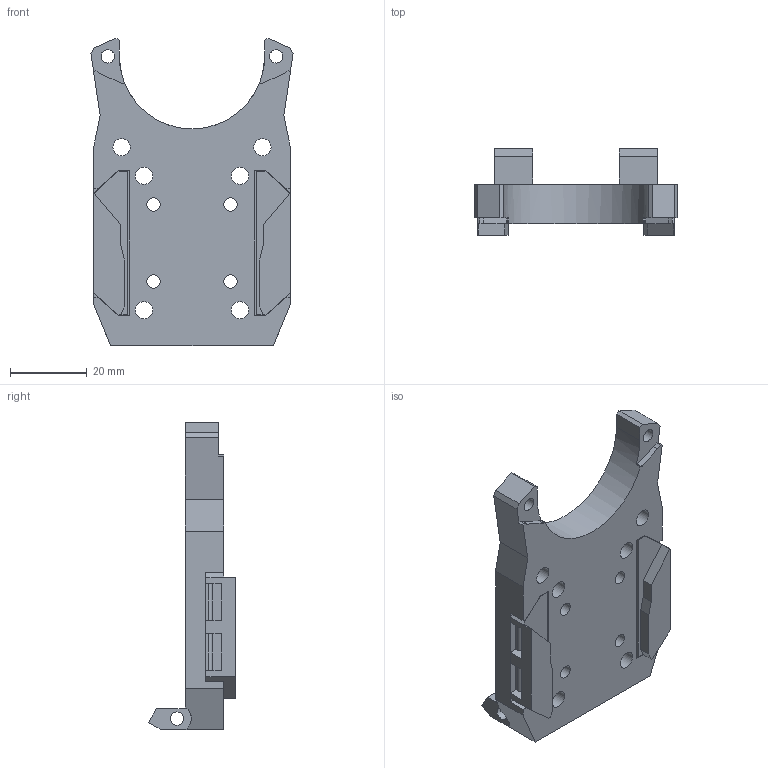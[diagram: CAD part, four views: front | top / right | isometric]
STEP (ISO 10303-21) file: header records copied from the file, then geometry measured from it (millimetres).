
FILE_DESCRIPTION(/* description */ ('STEP AP242 Edition 2','CAx-IF Rec.Pracs.---Representation and Presentation of Product Manufacturing Information (PMI)---4.0---2014-10-13','CAx-IF Rec.Pracs.---3D Tessellated Geometry---0.4---2014-09-14','2;1','CAx-IF Rec.Pracs.---User Defined Attributes---1.5---2016-08-15'),/* implementation_level */ '2;1');
FILE_NAME(/* name */ '698b45dc21e3b7962cbbddf2',/* time_stamp */ '2026-02-10T14:51:08Z',/* author */ (''),/* organization */ (''),/* preprocessor_version */ 'ST-DEVELOPER v20',/* originating_system */ 'ONSHAPE BY PTC INC, 1.210',/* authorisation */ ' ');
FILE_SCHEMA (('AP242_MANAGED_MODEL_BASED_3D_ENGINEERING_MIM_LF { 1 0 10303 442 3 1 4 }'));
Length unit declared in the file: metre
Products named in the file (3): Part 5; Part 7; Part 6
Bounding box: 52.64 x 22.64 x 80.06 mm (x, y, z)
Volume: 25792 mm3; surface area: 14869.8 mm2
Topology: 3 solids, 3 shells, 165 faces, 490 edges, 326 vertices
Faces by surface type: plane 132, cylinder 33
Full cylindrical faces by diameter (mm): 2.6 x2, 3.5 x8, 4.5 x6
Entity records: 5526 total; most frequent: CARTESIAN_POINT 973, ORIENTED_EDGE 944, DIRECTION 873, EDGE_CURVE 472, LINE 401, VECTOR 401, VERTEX_POINT 324, AXIS2_PLACEMENT_3D 236
